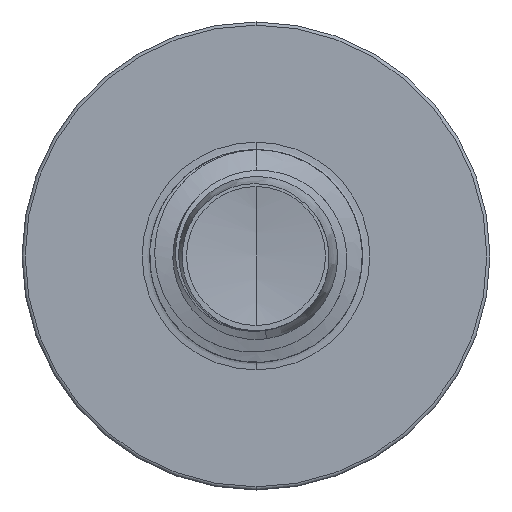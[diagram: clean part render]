
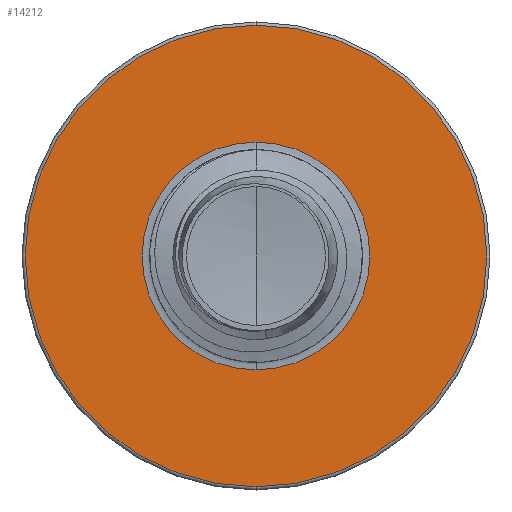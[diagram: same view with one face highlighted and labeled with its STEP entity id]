
A CAD part, front view. The second image highlights one B-rep face of the part: STEP entity #14212.
In plain terms, the highlighted planar face has unit normal (0, -1, 0).
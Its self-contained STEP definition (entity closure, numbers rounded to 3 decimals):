
#469 = CIRCLE ( 'NONE', #16779, 2.677 ) ;
#507 = FACE_BOUND ( 'NONE', #15655, .T. ) ;
#761 = PLANE ( 'NONE',  #12233 ) ;
#2337 = AXIS2_PLACEMENT_3D ( 'NONE', #2873, #16805, #5457 ) ;
#2873 = CARTESIAN_POINT ( 'NONE',  ( 0., 12.5, 0. ) ) ;
#2949 = VERTEX_POINT ( 'NONE', #10508 ) ;
#3273 = DIRECTION ( 'NONE',  ( 0., 1., 0. ) ) ;
#4507 = VERTEX_POINT ( 'NONE', #13289 ) ;
#4560 = CIRCLE ( 'NONE', #11929, 5.425 ) ;
#4628 = CIRCLE ( 'NONE', #19750, 5.425 ) ;
#5457 = DIRECTION ( 'NONE',  ( 0., 0., 1. ) ) ;
#5978 = EDGE_LOOP ( 'NONE', ( #7429, #14493 ) ) ;
#7429 = ORIENTED_EDGE ( 'NONE', *, *, #15485, .F. ) ;
#7583 = VERTEX_POINT ( 'NONE', #16869 ) ;
#7756 = EDGE_CURVE ( 'NONE', #21371, #7583, #469, .T. ) ;
#9681 = FACE_OUTER_BOUND ( 'NONE', #5978, .T. ) ;
#10508 = CARTESIAN_POINT ( 'NONE',  ( 0., 12.5, 5.425 ) ) ;
#10896 = CIRCLE ( 'NONE', #2337, 2.677 ) ;
#11090 = ORIENTED_EDGE ( 'NONE', *, *, #19324, .T. ) ;
#11929 = AXIS2_PLACEMENT_3D ( 'NONE', #20600, #12336, #22065 ) ;
#12233 = AXIS2_PLACEMENT_3D ( 'NONE', #18273, #3273, #17024 ) ;
#12336 = DIRECTION ( 'NONE',  ( 0., 1., 0. ) ) ;
#12363 = CARTESIAN_POINT ( 'NONE',  ( 0., 12.5, 0. ) ) ;
#13289 = CARTESIAN_POINT ( 'NONE',  ( 0., 12.5, -5.425 ) ) ;
#14053 = DIRECTION ( 'NONE',  ( 0., 0., 1. ) ) ;
#14212 = ADVANCED_FACE ( 'NONE', ( #9681, #507 ), #761, .F. ) ;
#14493 = ORIENTED_EDGE ( 'NONE', *, *, #19346, .F. ) ;
#15485 = EDGE_CURVE ( 'NONE', #2949, #4507, #4628, .T. ) ;
#15655 = EDGE_LOOP ( 'NONE', ( #11090, #20819 ) ) ;
#16104 = DIRECTION ( 'NONE',  ( 0., 0., 1. ) ) ;
#16126 = DIRECTION ( 'NONE',  ( 0., 1., 0. ) ) ;
#16180 = CARTESIAN_POINT ( 'NONE',  ( 0., 12.5, 0. ) ) ;
#16779 = AXIS2_PLACEMENT_3D ( 'NONE', #16180, #16126, #16104 ) ;
#16805 = DIRECTION ( 'NONE',  ( 0., 1., 0. ) ) ;
#16869 = CARTESIAN_POINT ( 'NONE',  ( 0., 12.5, 2.677 ) ) ;
#17024 = DIRECTION ( 'NONE',  ( 0., 0., 1. ) ) ;
#18273 = CARTESIAN_POINT ( 'NONE',  ( 0., 12.5, -2.677 ) ) ;
#19324 = EDGE_CURVE ( 'NONE', #7583, #21371, #10896, .T. ) ;
#19346 = EDGE_CURVE ( 'NONE', #4507, #2949, #4560, .T. ) ;
#19750 = AXIS2_PLACEMENT_3D ( 'NONE', #12363, #22088, #14053 ) ;
#19893 = CARTESIAN_POINT ( 'NONE',  ( 0., 12.5, -2.677 ) ) ;
#20600 = CARTESIAN_POINT ( 'NONE',  ( 0., 12.5, 0. ) ) ;
#20819 = ORIENTED_EDGE ( 'NONE', *, *, #7756, .T. ) ;
#21371 = VERTEX_POINT ( 'NONE', #19893 ) ;
#22065 = DIRECTION ( 'NONE',  ( 0., 0., 1. ) ) ;
#22088 = DIRECTION ( 'NONE',  ( 0., 1., 0. ) ) ;
